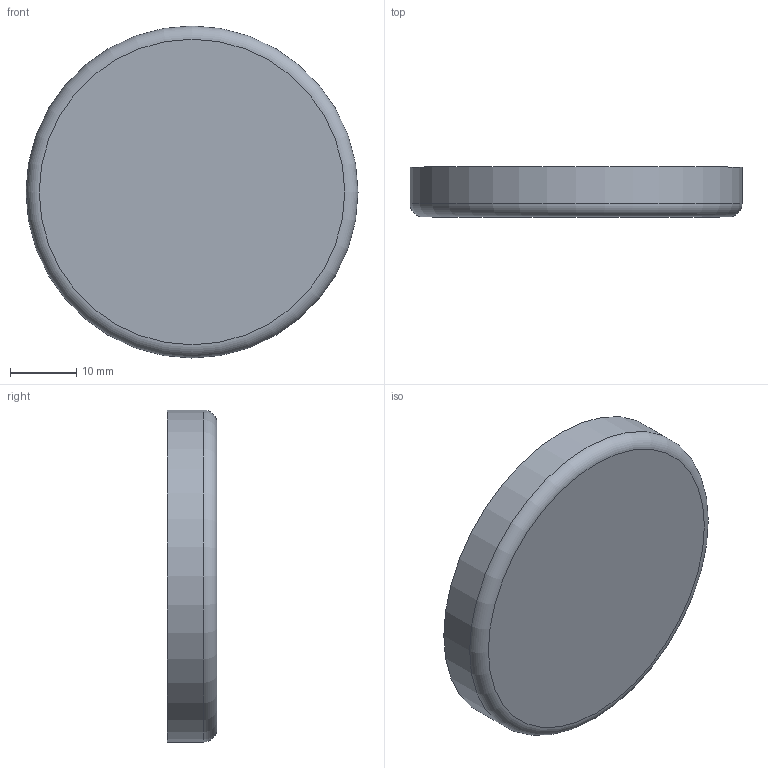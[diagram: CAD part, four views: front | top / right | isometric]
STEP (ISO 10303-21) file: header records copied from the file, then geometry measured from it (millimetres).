
FILE_DESCRIPTION(/* description */ (''),/* implementation_level */ '2;1');
FILE_NAME(/* name */ '145420',/* time_stamp */ '2014-10-06T10:37:02+02:00',/* author */ (''),/* organization */ (''),/* preprocessor_version */ 'ST-DEVELOPER v14',/* originating_system */ 'HiCAD 2013 1802.4 Build 509',/* authorisation */ '');
FILE_SCHEMA (('AUTOMOTIVE_DESIGN { 1 0 10303 214 1 1 1 1 }'));
Length unit declared in the file: millimetre
Products named in the file (2): Root; 145420Dempingsring diam. 58BOIKON
Assembly tree (1 placements, depth 2):
  Root
    145420Dempingsring diam. 58BOIKON
Bounding box: 50 x 7.5 x 50 mm (x, y, z)
Volume: 13689 mm3; surface area: 5194.7 mm2
Topology: 1 solids, 1 shells, 6 faces, 8 edges, 6 vertices
Faces by surface type: plane 3, cylinder 2, torus 1
Full cylindrical faces by diameter (mm): 16 x1, 50 x1
Entity records: 202 total; most frequent: DIRECTION 26, CARTESIAN_POINT 19, AXIS2_PLACEMENT_3D 13, PRESENTATION_STYLE_ASSIGNMENT 11, COLOUR_RGB 11, DRAUGHTING_PRE_DEFINED_CURVE_FONT 10, CURVE_STYLE 10, OVER_RIDING_STYLED_ITEM 10
